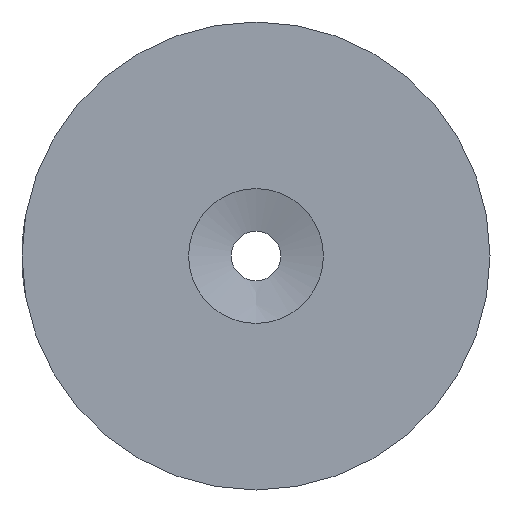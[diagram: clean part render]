
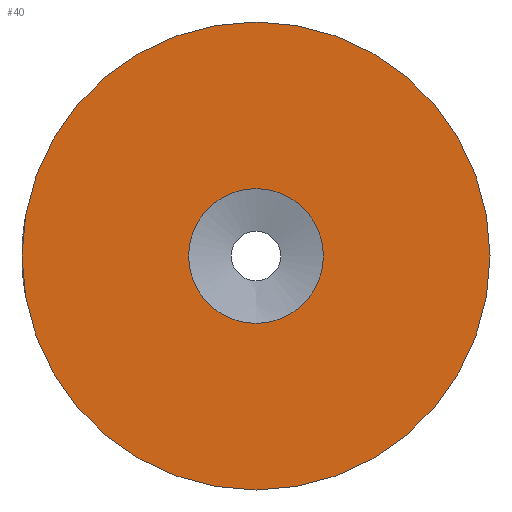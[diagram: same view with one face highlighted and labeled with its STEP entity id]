
A CAD part, left-side view. The second image highlights one B-rep face of the part: STEP entity #40.
In plain terms, the highlighted planar face has unit normal (-1, 0, 0).
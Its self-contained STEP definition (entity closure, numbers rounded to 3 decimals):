
#40 = ADVANCED_FACE( '', ( #85, #86 ), #87, .T. );
#85 = FACE_BOUND( '', #142, .T. );
#86 = FACE_OUTER_BOUND( '', #143, .T. );
#87 = PLANE( '', #144 );
#142 = EDGE_LOOP( '', ( #197 ) );
#143 = EDGE_LOOP( '', ( #198 ) );
#144 = AXIS2_PLACEMENT_3D( '', #199, #200, #201 );
#197 = ORIENTED_EDGE( '', *, *, #265, .T. );
#198 = ORIENTED_EDGE( '', *, *, #266, .F. );
#199 = CARTESIAN_POINT( '', ( 0., 19., 0. ) );
#200 = DIRECTION( '', ( -1., 0., 0. ) );
#201 = DIRECTION( '', ( 0., 0., 1. ) );
#265 = EDGE_CURVE( '', #295, #295, #296, .T. );
#266 = EDGE_CURVE( '', #297, #297, #298, .T. );
#295 = VERTEX_POINT( '', #331 );
#296 = CIRCLE( '', #332, 5.477 );
#297 = VERTEX_POINT( '', #333 );
#298 = CIRCLE( '', #334, 19. );
#331 = CARTESIAN_POINT( '', ( 0., 0., -5.477 ) );
#332 = AXIS2_PLACEMENT_3D( '', #421, #422, #423 );
#333 = CARTESIAN_POINT( '', ( 0., 0., -19. ) );
#334 = AXIS2_PLACEMENT_3D( '', #424, #425, #426 );
#421 = CARTESIAN_POINT( '', ( 0., 0., 0. ) );
#422 = DIRECTION( '', ( 1., 0., 0. ) );
#423 = DIRECTION( '', ( 0., 0., -1. ) );
#424 = CARTESIAN_POINT( '', ( 0., 0., 0. ) );
#425 = DIRECTION( '', ( 1., 0., 0. ) );
#426 = DIRECTION( '', ( 0., 0., -1. ) );
